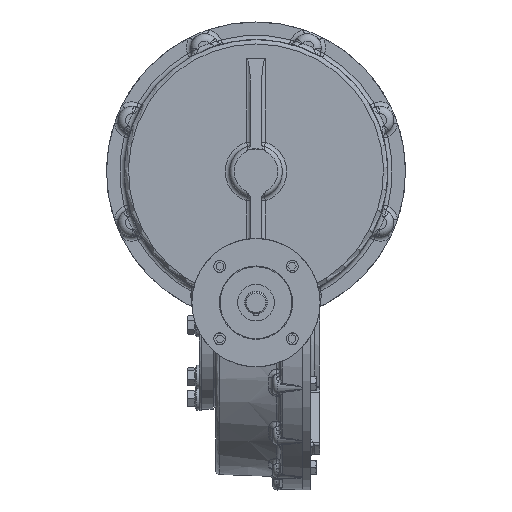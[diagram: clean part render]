
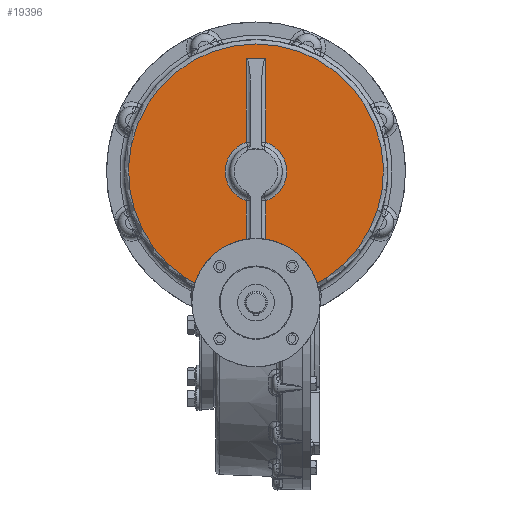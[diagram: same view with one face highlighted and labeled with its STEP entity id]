
A CAD part, left-side view. The second image highlights one B-rep face of the part: STEP entity #19396.
In plain terms, the highlighted planar face has unit normal (-1, 0, 0).
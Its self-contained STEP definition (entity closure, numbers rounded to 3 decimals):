
#607=B_SPLINE_CURVE_WITH_KNOTS('',3,(#39578,#39579,#39580,#39581,#39582,
#39583),.UNSPECIFIED.,.F.,.F.,(4,1,1,4),(0.,0.003,0.007,
0.013),.UNSPECIFIED.);
#609=B_SPLINE_CURVE_WITH_KNOTS('',3,(#39719,#39720,#39721,#39722,#39723,
#39724),.UNSPECIFIED.,.F.,.F.,(4,1,1,4),(0.,0.003,0.007,
0.013),.UNSPECIFIED.);
#1518=LINE('',#34285,#2354);
#1523=LINE('',#34440,#2359);
#1528=LINE('',#34743,#2364);
#1537=LINE('',#35061,#2373);
#1547=LINE('',#35215,#2383);
#1550=LINE('',#35480,#2386);
#1553=LINE('',#39120,#2389);
#1554=LINE('',#39266,#2390);
#1559=LINE('',#39321,#2395);
#2354=VECTOR('',#24543,1000.);
#2359=VECTOR('',#24566,1000.);
#2364=VECTOR('',#24595,1000.);
#2373=VECTOR('',#24630,1000.);
#2383=VECTOR('',#24662,1000.);
#2386=VECTOR('',#24683,1000.);
#2389=VECTOR('',#25070,1000.);
#2390=VECTOR('',#25089,1000.);
#2395=VECTOR('',#25114,1000.);
#3386=PLANE('',#22121);
#5566=ORIENTED_EDGE('',*,*,#10140,.T.);
#5567=ORIENTED_EDGE('',*,*,#10065,.T.);
#5568=ORIENTED_EDGE('',*,*,#10146,.F.);
#5569=ORIENTED_EDGE('',*,*,#10080,.T.);
#5570=ORIENTED_EDGE('',*,*,#10500,.T.);
#5571=ORIENTED_EDGE('',*,*,#10121,.T.);
#5572=ORIENTED_EDGE('',*,*,#10386,.T.);
#5573=ORIENTED_EDGE('',*,*,#10382,.T.);
#5574=ORIENTED_EDGE('',*,*,#10376,.T.);
#5575=ORIENTED_EDGE('',*,*,#10408,.T.);
#5576=ORIENTED_EDGE('',*,*,#10534,.T.);
#5577=ORIENTED_EDGE('',*,*,#10421,.T.);
#5578=ORIENTED_EDGE('',*,*,#10399,.T.);
#5579=ORIENTED_EDGE('',*,*,#10393,.T.);
#5580=ORIENTED_EDGE('',*,*,#10137,.T.);
#5581=ORIENTED_EDGE('',*,*,#10099,.T.);
#10065=EDGE_CURVE('',#12998,#12996,#1518,.F.);
#10080=EDGE_CURVE('',#13007,#13009,#1523,.T.);
#10099=EDGE_CURVE('',#13023,#13022,#1528,.F.);
#10121=EDGE_CURVE('',#13037,#13036,#1537,.T.);
#10137=EDGE_CURVE('',#13046,#13023,#1547,.F.);
#10140=EDGE_CURVE('',#13022,#12998,#14815,.T.);
#10146=EDGE_CURVE('',#13007,#12996,#1550,.T.);
#10376=EDGE_CURVE('',#13208,#13210,#1553,.F.);
#10382=EDGE_CURVE('',#13213,#13208,#14969,.T.);
#10386=EDGE_CURVE('',#13036,#13213,#1554,.F.);
#10393=EDGE_CURVE('',#13219,#13046,#14975,.T.);
#10399=EDGE_CURVE('',#13225,#13219,#1559,.F.);
#10408=EDGE_CURVE('',#13210,#13230,#607,.T.);
#10421=EDGE_CURVE('',#13239,#13225,#609,.F.);
#10500=EDGE_CURVE('',#13009,#13037,#15023,.T.);
#10534=EDGE_CURVE('',#13230,#13239,#15036,.F.);
#12996=VERTEX_POINT('',#34283);
#12998=VERTEX_POINT('',#34286);
#13007=VERTEX_POINT('',#34435);
#13009=VERTEX_POINT('',#34439);
#13022=VERTEX_POINT('',#34740);
#13023=VERTEX_POINT('',#34744);
#13036=VERTEX_POINT('',#35054);
#13037=VERTEX_POINT('',#35058);
#13046=VERTEX_POINT('',#35216);
#13208=VERTEX_POINT('',#39115);
#13210=VERTEX_POINT('',#39119);
#13213=VERTEX_POINT('',#39225);
#13219=VERTEX_POINT('',#39276);
#13225=VERTEX_POINT('',#39322);
#13230=VERTEX_POINT('',#39577);
#13239=VERTEX_POINT('',#39725);
#14815=CIRCLE('',#21769,42.);
#14969=CIRCLE('',#21972,14.);
#14975=CIRCLE('',#21981,14.);
#15023=CIRCLE('',#22085,42.);
#15036=CIRCLE('',#22120,174.);
#16300=EDGE_LOOP('',(#5566,#5567,#5568,#5569,#5570,#5571,#5572,#5573,#5574,
#5575,#5576,#5577,#5578,#5579,#5580,#5581));
#17762=FACE_BOUND('',#16300,.T.);
#19396=ADVANCED_FACE('',(#17762),#3386,.F.);
#21769=AXIS2_PLACEMENT_3D('',#35220,#24669,#24670);
#21972=AXIS2_PLACEMENT_3D('',#39228,#25081,#25082);
#21981=AXIS2_PLACEMENT_3D('',#39279,#25103,#25104);
#22085=AXIS2_PLACEMENT_3D('',#40053,#25354,#25355);
#22120=AXIS2_PLACEMENT_3D('',#40122,#25445,#25446);
#22121=AXIS2_PLACEMENT_3D('',#40123,#25447,#25448);
#24543=DIRECTION('',(0.,0.,-1.));
#24566=DIRECTION('',(0.,0.,-1.));
#24595=DIRECTION('',(0.,0.,-1.));
#24630=DIRECTION('',(0.,0.,-1.));
#24662=DIRECTION('',(0.,1.,0.));
#24669=DIRECTION('',(1.,0.,0.));
#24670=DIRECTION('',(0.,0.,-1.));
#24683=DIRECTION('',(0.,1.,0.));
#25070=DIRECTION('',(0.,0.,1.));
#25081=DIRECTION('',(1.,0.,0.));
#25082=DIRECTION('',(0.,0.,-1.));
#25089=DIRECTION('',(0.,1.,0.));
#25103=DIRECTION('',(1.,0.,0.));
#25104=DIRECTION('',(0.,0.,-1.));
#25114=DIRECTION('',(0.,0.,-1.));
#25354=DIRECTION('',(1.,0.,0.));
#25355=DIRECTION('',(0.,0.,-1.));
#25445=DIRECTION('',(1.,0.,0.));
#25446=DIRECTION('',(0.,0.,-1.));
#25447=DIRECTION('',(1.,0.,0.));
#25448=DIRECTION('',(0.,0.,-1.));
#34283=CARTESIAN_POINT('',(-339.44,30.1,363.55));
#34285=CARTESIAN_POINT('',(-339.44,30.1,363.55));
#34286=CARTESIAN_POINT('',(-339.44,30.1,249.487));
#34435=CARTESIAN_POINT('',(-339.44,4.1,363.55));
#34439=CARTESIAN_POINT('',(-339.44,4.1,249.487));
#34440=CARTESIAN_POINT('',(-339.44,4.1,209.55));
#34740=CARTESIAN_POINT('',(-339.44,30.1,169.613));
#34743=CARTESIAN_POINT('',(-339.44,30.1,168.137));
#34744=CARTESIAN_POINT('',(-339.44,30.1,94.59));
#35054=CARTESIAN_POINT('',(-339.44,4.1,94.59));
#35058=CARTESIAN_POINT('',(-339.44,4.1,169.613));
#35061=CARTESIAN_POINT('',(-339.44,4.1,209.55));
#35215=CARTESIAN_POINT('',(-339.44,-32.9,94.59));
#35216=CARTESIAN_POINT('',(-339.44,67.1,94.59));
#35220=CARTESIAN_POINT('',(-339.44,17.1,209.55));
#35480=CARTESIAN_POINT('',(-339.44,17.1,363.55));
#39115=CARTESIAN_POINT('',(-339.44,-46.9,80.59));
#39119=CARTESIAN_POINT('',(-339.44,-46.9,38.961));
#39120=CARTESIAN_POINT('',(-339.44,-46.9,-19.41));
#39225=CARTESIAN_POINT('',(-339.44,-32.9,94.59));
#39228=CARTESIAN_POINT('',(-339.44,-32.9,80.59));
#39266=CARTESIAN_POINT('',(-339.44,-32.9,94.59));
#39276=CARTESIAN_POINT('',(-339.44,81.1,80.59));
#39279=CARTESIAN_POINT('',(-339.44,67.1,80.59));
#39321=CARTESIAN_POINT('',(-339.44,81.1,80.59));
#39322=CARTESIAN_POINT('',(-339.44,81.1,38.961));
#39577=CARTESIAN_POINT('',(-339.44,-52.9,50.252));
#39578=CARTESIAN_POINT('',(-339.44,-46.9,38.961));
#39579=CARTESIAN_POINT('',(-339.44,-46.9,40.062));
#39580=CARTESIAN_POINT('',(-339.44,-47.335,42.222));
#39581=CARTESIAN_POINT('',(-339.44,-49.33,46.1));
#39582=CARTESIAN_POINT('',(-339.44,-51.494,48.596));
#39583=CARTESIAN_POINT('',(-339.44,-52.9,50.252));
#39719=CARTESIAN_POINT('',(-339.44,81.1,38.961));
#39720=CARTESIAN_POINT('',(-339.44,81.1,40.062));
#39721=CARTESIAN_POINT('',(-339.44,81.535,42.222));
#39722=CARTESIAN_POINT('',(-339.44,83.53,46.1));
#39723=CARTESIAN_POINT('',(-339.44,85.694,48.596));
#39724=CARTESIAN_POINT('',(-339.44,87.1,50.252));
#39725=CARTESIAN_POINT('',(-339.44,87.1,50.252));
#40053=CARTESIAN_POINT('',(-339.44,17.1,209.55));
#40122=CARTESIAN_POINT('',(-339.44,17.1,209.55));
#40123=CARTESIAN_POINT('',(-339.44,17.1,209.55));
